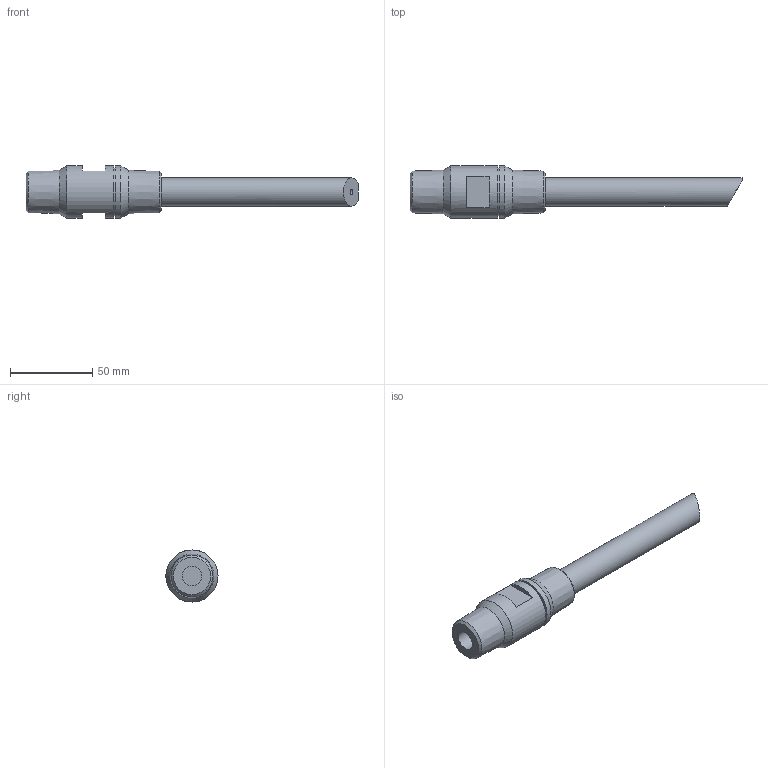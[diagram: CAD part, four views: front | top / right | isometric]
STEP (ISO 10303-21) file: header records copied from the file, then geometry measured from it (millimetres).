
FILE_DESCRIPTION((''),'2;1');
FILE_NAME('IQ-78-316SS_R0.stp','2017-04-13T10:04:12',('salesdesk5'),(''),'Autodesk Inventor 2009','Autodesk Inventor 2009','');
FILE_SCHEMA(('AUTOMOTIVE_DESIGN { 1 0 10303 214 1 1 1 1 }'));
Length unit declared in the file: inch
Products named in the file (1): IQ-78-316SS_R0
Bounding box: 202.29 x 31.75 x 31.75 mm (x, y, z)
Volume: 76526.4 mm3; surface area: 16262.6 mm2
Topology: 1 solids, 1 shells, 34 faces, 70 edges, 45 vertices
Faces by surface type: plane 19, cylinder 7, cone 6, bspline 2
Full cylindrical faces by diameter (mm): 3.175 x1, 11.906 x1, 17.145 x1, 28.956 x1, 31.75 x2
Entity records: 1189 total; most frequent: CARTESIAN_POINT 474, DIRECTION 136, ORIENTED_EDGE 106, AXIS2_PLACEMENT_3D 59, EDGE_LOOP 54, EDGE_CURVE 53, VERTEX_POINT 41, FACE_OUTER_BOUND 34
